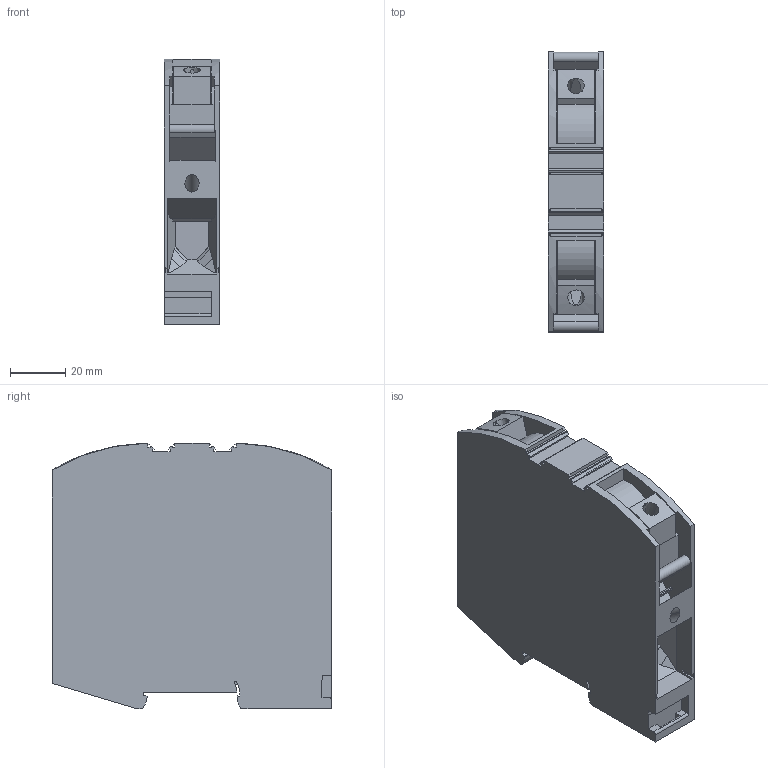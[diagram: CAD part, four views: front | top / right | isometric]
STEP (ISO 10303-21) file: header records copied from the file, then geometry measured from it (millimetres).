
FILE_DESCRIPTION(('Creo Elements/Direct Modeling STEP Export'),'2;1');
FILE_NAME('model.stp','2021-03-22T11:42:40',(''),(''),'Creo Elements/Direct Modeling STEP processor for AP214 (Solid Model)','Creo Elements/Direct Modeling 20.1D 10-Oct-2020 (C) Parametric Technology GmbH','');
FILE_SCHEMA(('AUTOMOTIVE_DESIGN { 1 0 10303 214 1 1 1 1 }'));
Length unit declared in the file: millimetre
Products named in the file (2): PTPOWER_50_BU-Select
Assembly tree (1 placements, depth 2):
  PTPOWER_50_BU-Select
    PTPOWER_50_BU-Select
Bounding box: 20 x 101 x 95.95 mm (x, y, z)
Volume: 149753.9 mm3; surface area: 37968.2 mm2
Topology: 1 solids, 1 shells, 265 faces, 743 edges, 490 vertices
Faces by surface type: plane 238, cylinder 23, cone 4
Entity records: 10993 total; most frequent: CARTESIAN_POINT 2193, ORIENTED_EDGE 1486, DIRECTION 1227, EDGE_CURVE 743, VECTOR 637, LINE 637, VERTEX_POINT 490, AXIS2_PLACEMENT_3D 295
